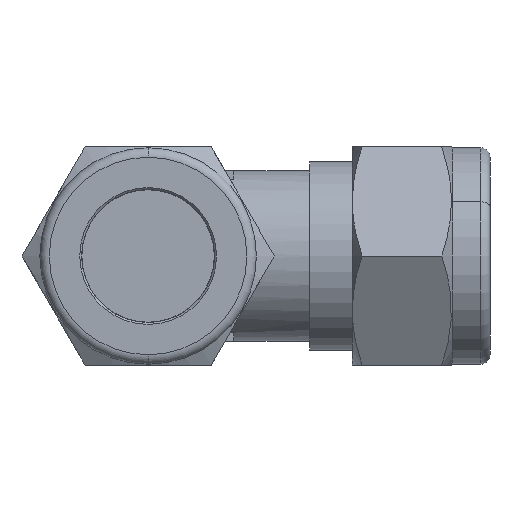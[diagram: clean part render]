
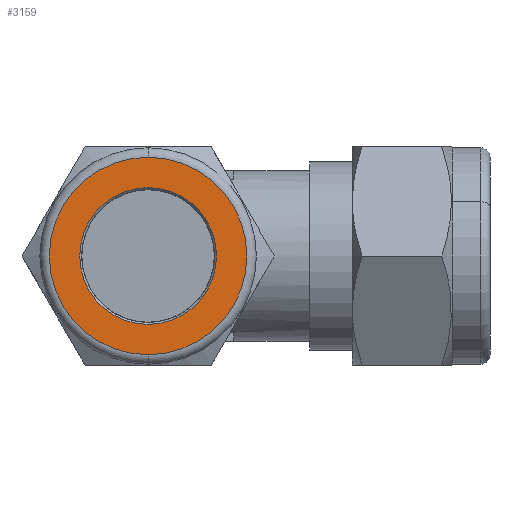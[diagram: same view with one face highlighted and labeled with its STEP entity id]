
A CAD part, left-side view. The second image highlights one B-rep face of the part: STEP entity #3159.
In plain terms, the highlighted planar face has unit normal (-1, 0, 0).
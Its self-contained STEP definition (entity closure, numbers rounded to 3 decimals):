
#231 = FACE_OUTER_BOUND ( 'NONE', #3604, .T. ) ;
#233 = FACE_BOUND ( 'NONE', #3600, .T. ) ;
#548 = EDGE_CURVE ( 'NONE', #2136, #2144, #1651, .T. ) ;
#549 = EDGE_CURVE ( 'NONE', #2124, #2120, #1652, .T. ) ;
#621 = EDGE_CURVE ( 'NONE', #2120, #2124, #1707, .T. ) ;
#632 = EDGE_CURVE ( 'NONE', #2144, #2136, #1720, .T. ) ;
#755 = AXIS2_PLACEMENT_3D ( 'NONE', #1887, #1888, #1889 ) ;
#756 = AXIS2_PLACEMENT_3D ( 'NONE', #1892, #1893, #1894 ) ;
#780 = AXIS2_PLACEMENT_3D ( 'NONE', #1233, #1234, #1235 ) ;
#786 = AXIS2_PLACEMENT_3D ( 'NONE', #1259, #1260, #1261 ) ;
#1170 = ORIENTED_EDGE ( 'NONE', *, *, #632, .T. ) ;
#1171 = ORIENTED_EDGE ( 'NONE', *, *, #548, .T. ) ;
#1172 = ORIENTED_EDGE ( 'NONE', *, *, #621, .T. ) ;
#1173 = ORIENTED_EDGE ( 'NONE', *, *, #549, .T. ) ;
#1233 = CARTESIAN_POINT ( 'NONE',  ( -36., 31.5, 0. ) ) ;
#1234 = DIRECTION ( 'NONE',  ( 1., 0., 0. ) ) ;
#1235 = DIRECTION ( 'NONE',  ( 0., 0., 1. ) ) ;
#1259 = CARTESIAN_POINT ( 'NONE',  ( -36., 31.5, 0. ) ) ;
#1260 = DIRECTION ( 'NONE',  ( -1., 0., 0. ) ) ;
#1261 = DIRECTION ( 'NONE',  ( 0., 0., -1. ) ) ;
#1281 = AXIS2_PLACEMENT_3D ( 'NONE', #1442, #1441, #1446 ) ;
#1441 = DIRECTION ( 'NONE',  ( -1., 0., 0. ) ) ;
#1442 = CARTESIAN_POINT ( 'NONE',  ( -36., 20.1, 0. ) ) ;
#1444 = PLANE ( 'NONE',  #1281 ) ;
#1446 = DIRECTION ( 'NONE',  ( 0., 0., -1. ) ) ;
#1651 = CIRCLE ( 'NONE', #755, 10.4 ) ;
#1652 = CIRCLE ( 'NONE', #756, 7.2 ) ;
#1707 = CIRCLE ( 'NONE', #780, 7.2 ) ;
#1720 = CIRCLE ( 'NONE', #786, 10.4 ) ;
#1887 = CARTESIAN_POINT ( 'NONE',  ( -36., 31.5, 0. ) ) ;
#1888 = DIRECTION ( 'NONE',  ( -1., 0., 0. ) ) ;
#1889 = DIRECTION ( 'NONE',  ( 0., 0., -1. ) ) ;
#1892 = CARTESIAN_POINT ( 'NONE',  ( -36., 31.5, 0. ) ) ;
#1893 = DIRECTION ( 'NONE',  ( 1., 0., 0. ) ) ;
#1894 = DIRECTION ( 'NONE',  ( 0., 0., 1. ) ) ;
#2120 = VERTEX_POINT ( 'NONE', #3406 ) ;
#2124 = VERTEX_POINT ( 'NONE', #3410 ) ;
#2136 = VERTEX_POINT ( 'NONE', #3422 ) ;
#2144 = VERTEX_POINT ( 'NONE', #2359 ) ;
#2359 = CARTESIAN_POINT ( 'NONE',  ( -36., 31.5, -10.4 ) ) ;
#3159 = ADVANCED_FACE ( 'NONE', ( #231, #233 ), #1444, .T. ) ;
#3406 = CARTESIAN_POINT ( 'NONE',  ( -36., 31.5, -7.2 ) ) ;
#3410 = CARTESIAN_POINT ( 'NONE',  ( -36., 31.5, 7.2 ) ) ;
#3422 = CARTESIAN_POINT ( 'NONE',  ( -36., 31.5, 10.4 ) ) ;
#3600 = EDGE_LOOP ( 'NONE', ( #1172, #1173 ) ) ;
#3604 = EDGE_LOOP ( 'NONE', ( #1170, #1171 ) ) ;
